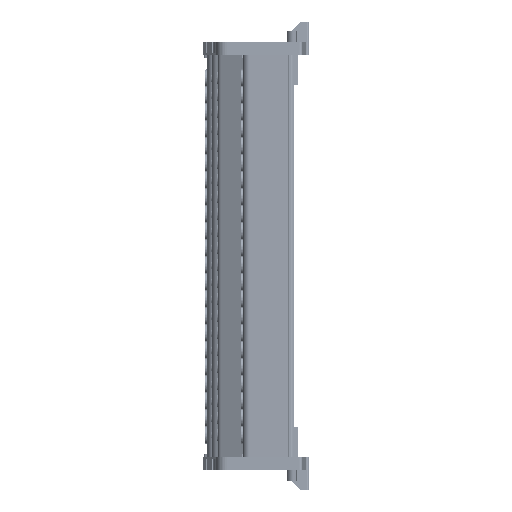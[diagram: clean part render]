
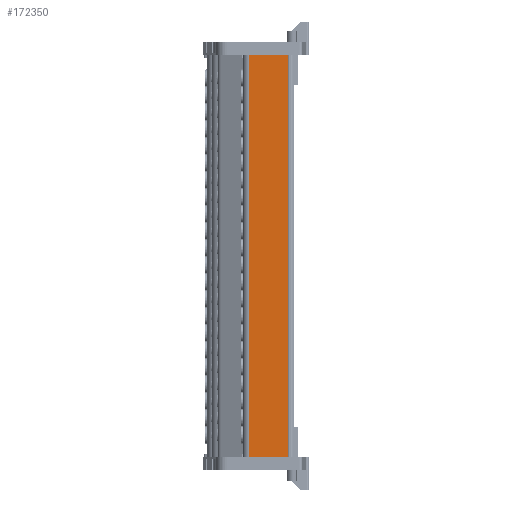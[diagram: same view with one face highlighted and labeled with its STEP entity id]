
A CAD part, left-side view. The second image highlights one B-rep face of the part: STEP entity #172350.
In plain terms, the highlighted planar face has unit normal (-1, 0.018, 0).
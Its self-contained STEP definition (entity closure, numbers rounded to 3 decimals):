
#1150 = AXIS2_PLACEMENT_3D ( 'NONE', #18731, #18736, #18743 ) ;
#18703 = FACE_OUTER_BOUND ( 'NONE', #159817, .T. ) ;
#18716 = PLANE ( 'NONE',  #1150 ) ;
#18731 = CARTESIAN_POINT ( 'NONE',  ( 353.3, -86.717, -89.091 ) ) ;
#18736 = DIRECTION ( 'NONE',  ( 1., -0.017, 0. ) ) ;
#18743 = DIRECTION ( 'NONE',  ( 0.017, 1., 0. ) ) ;
#62439 = CARTESIAN_POINT ( 'NONE',  ( 353.23, -90.714, 96.295 ) ) ;
#62446 = LINE ( 'NONE', #62439, #62701 ) ;
#62473 = DIRECTION ( 'NONE',  ( -0.017, -1., 0. ) ) ;
#62536 = LINE ( 'NONE', #62565, #62834 ) ;
#62554 = DIRECTION ( 'NONE',  ( 0.017, 1., 0. ) ) ;
#62565 = CARTESIAN_POINT ( 'NONE',  ( 352.899, -109.664, -88.405 ) ) ;
#62701 = VECTOR ( 'NONE', #62473, 1000. ) ;
#62834 = VECTOR ( 'NONE', #62554, 1000. ) ;
#96802 = VECTOR ( 'NONE', #97736, 1000. ) ;
#97049 = VECTOR ( 'NONE', #100118, 1000. ) ;
#97579 = CARTESIAN_POINT ( 'NONE',  ( 352.899, -109.664, -89.091 ) ) ;
#97627 = LINE ( 'NONE', #97579, #96802 ) ;
#97736 = DIRECTION ( 'NONE',  ( 0., 0., -1. ) ) ;
#100118 = DIRECTION ( 'NONE',  ( 0., 0., 1. ) ) ;
#100140 = CARTESIAN_POINT ( 'NONE',  ( 353.23, -90.714, -89.091 ) ) ;
#100144 = LINE ( 'NONE', #100140, #97049 ) ;
#106243 = VERTEX_POINT ( 'NONE', #169179 ) ;
#106287 = VERTEX_POINT ( 'NONE', #169366 ) ;
#106327 = VERTEX_POINT ( 'NONE', #169356 ) ;
#106336 = VERTEX_POINT ( 'NONE', #169456 ) ;
#126332 = EDGE_CURVE ( 'NONE', #106243, #106336, #97627, .T. ) ;
#127064 = EDGE_CURVE ( 'NONE', #106327, #106287, #100144, .T. ) ;
#135189 = EDGE_CURVE ( 'NONE', #106287, #106243, #62446, .T. ) ;
#135246 = EDGE_CURVE ( 'NONE', #106336, #106327, #62536, .T. ) ;
#147242 = ORIENTED_EDGE ( 'NONE', *, *, #126332, .F. ) ;
#147268 = ORIENTED_EDGE ( 'NONE', *, *, #135246, .F. ) ;
#147300 = ORIENTED_EDGE ( 'NONE', *, *, #127064, .F. ) ;
#147383 = ORIENTED_EDGE ( 'NONE', *, *, #135189, .F. ) ;
#159817 = EDGE_LOOP ( 'NONE', ( #147300, #147268, #147242, #147383 ) ) ;
#169179 = CARTESIAN_POINT ( 'NONE',  ( 352.899, -109.664, 96.295 ) ) ;
#169356 = CARTESIAN_POINT ( 'NONE',  ( 353.23, -90.714, -88.405 ) ) ;
#169366 = CARTESIAN_POINT ( 'NONE',  ( 353.23, -90.714, 96.295 ) ) ;
#169456 = CARTESIAN_POINT ( 'NONE',  ( 352.899, -109.664, -88.405 ) ) ;
#172350 = ADVANCED_FACE ( 'NONE', ( #18703 ), #18716, .F. ) ;
